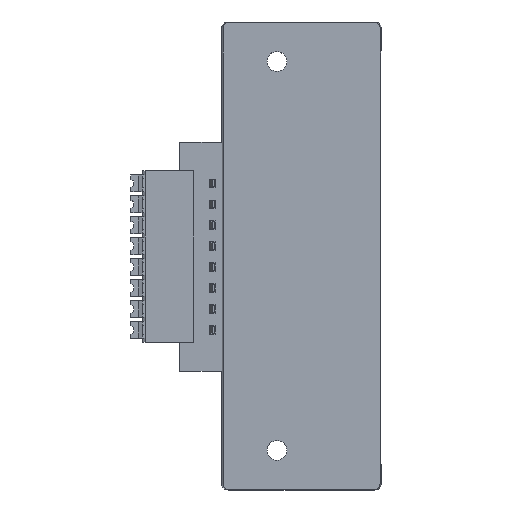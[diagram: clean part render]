
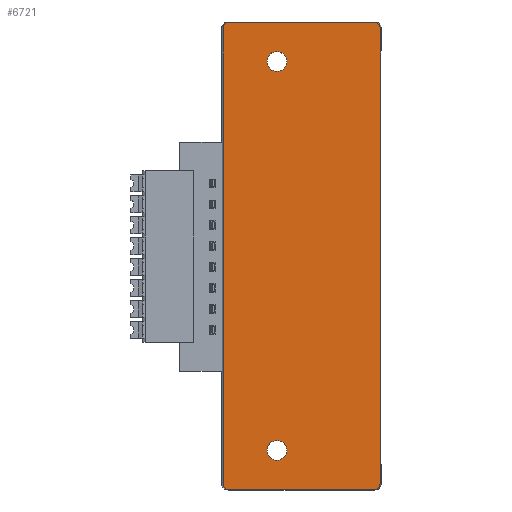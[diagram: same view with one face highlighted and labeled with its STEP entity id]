
A CAD part, top view. The second image highlights one B-rep face of the part: STEP entity #6721.
In plain terms, the highlighted planar face has unit normal (0, 0, 1).
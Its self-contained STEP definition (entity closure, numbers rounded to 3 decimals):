
#70=ELLIPSE('',#57453,0.995,0.995);
#71=ELLIPSE('',#57454,0.995,0.995);
#72=ELLIPSE('',#57455,0.995,0.995);
#73=ELLIPSE('',#57456,0.995,0.995);
#4484=CIRCLE('',#57457,1.65);
#4485=CIRCLE('',#57458,1.65);
#6721=ADVANCED_FACE('',(#10163,#10164,#10165),#9353,.T.);
#9353=PLANE('',#57459);
#10163=FACE_BOUND('',#12483,.T.);
#10164=FACE_BOUND('',#12484,.T.);
#10165=FACE_BOUND('',#12485,.T.);
#12483=EDGE_LOOP('',(#24997,#24998,#24999,#25000,#25001,#25002,#25003,#25004));
#12484=EDGE_LOOP('',(#25005));
#12485=EDGE_LOOP('',(#25006));
#24997=ORIENTED_EDGE('',*,*,#39505,.F.);
#24998=ORIENTED_EDGE('',*,*,#39506,.T.);
#24999=ORIENTED_EDGE('',*,*,#39507,.F.);
#25000=ORIENTED_EDGE('',*,*,#39508,.F.);
#25001=ORIENTED_EDGE('',*,*,#39509,.F.);
#25002=ORIENTED_EDGE('',*,*,#39510,.F.);
#25003=ORIENTED_EDGE('',*,*,#39511,.F.);
#25004=ORIENTED_EDGE('',*,*,#39512,.F.);
#25005=ORIENTED_EDGE('',*,*,#39513,.F.);
#25006=ORIENTED_EDGE('',*,*,#39514,.F.);
#32527=VERTEX_POINT('',#84395);
#32528=VERTEX_POINT('',#84396);
#32529=VERTEX_POINT('',#84398);
#32530=VERTEX_POINT('',#84400);
#32531=VERTEX_POINT('',#84402);
#32532=VERTEX_POINT('',#84404);
#32533=VERTEX_POINT('',#84406);
#32534=VERTEX_POINT('',#84408);
#32535=VERTEX_POINT('',#84411);
#32536=VERTEX_POINT('',#84413);
#39505=EDGE_CURVE('',#32527,#32528,#70,.T.);
#39506=EDGE_CURVE('',#32527,#32529,#46824,.T.);
#39507=EDGE_CURVE('',#32530,#32529,#71,.T.);
#39508=EDGE_CURVE('',#32531,#32530,#46825,.T.);
#39509=EDGE_CURVE('',#32532,#32531,#72,.T.);
#39510=EDGE_CURVE('',#32533,#32532,#46826,.T.);
#39511=EDGE_CURVE('',#32534,#32533,#73,.T.);
#39512=EDGE_CURVE('',#32528,#32534,#46827,.T.);
#39513=EDGE_CURVE('',#32535,#32535,#4484,.T.);
#39514=EDGE_CURVE('',#32536,#32536,#4485,.T.);
#46824=LINE('',#84397,#53893);
#46825=LINE('',#84401,#53894);
#46826=LINE('',#84405,#53895);
#46827=LINE('',#84409,#53896);
#53893=VECTOR('',#68657,1.);
#53894=VECTOR('',#68660,1.);
#53895=VECTOR('',#68663,1.);
#53896=VECTOR('',#68666,1.);
#57453=AXIS2_PLACEMENT_3D('',#84394,#68655,#68656);
#57454=AXIS2_PLACEMENT_3D('',#84399,#68658,#68659);
#57455=AXIS2_PLACEMENT_3D('',#84403,#68661,#68662);
#57456=AXIS2_PLACEMENT_3D('',#84407,#68664,#68665);
#57457=AXIS2_PLACEMENT_3D('',#84410,#68667,#68668);
#57458=AXIS2_PLACEMENT_3D('',#84412,#68669,#68670);
#57459=AXIS2_PLACEMENT_3D('',#84414,#68671,#68672);
#68655=DIRECTION('',(0.,0.,-1.));
#68656=DIRECTION('',(-1.,0.,0.));
#68657=DIRECTION('',(1.,0.,0.));
#68658=DIRECTION('',(0.,0.,-1.));
#68659=DIRECTION('',(1.,0.,0.));
#68660=DIRECTION('',(0.,-1.,0.));
#68661=DIRECTION('',(0.,0.,-1.));
#68662=DIRECTION('',(1.,0.,0.));
#68663=DIRECTION('',(1.,0.,0.));
#68664=DIRECTION('',(0.,0.,-1.));
#68665=DIRECTION('',(-1.,0.,0.));
#68666=DIRECTION('',(0.,1.,0.));
#68667=DIRECTION('',(0.,0.,1.));
#68668=DIRECTION('',(0.,1.,0.));
#68669=DIRECTION('',(0.,0.,1.));
#68670=DIRECTION('',(0.,1.,0.));
#68671=DIRECTION('',(0.,0.,1.));
#68672=DIRECTION('',(-1.,0.,0.));
#84394=CARTESIAN_POINT('',(-109.321,-140.661,-3.333));
#84395=CARTESIAN_POINT('',(-109.321,-141.656,-3.333));
#84396=CARTESIAN_POINT('',(-110.316,-140.661,-3.333));
#84397=CARTESIAN_POINT('',(-83.122,-141.656,-3.333));
#84398=CARTESIAN_POINT('',(-85.074,-141.656,-3.333));
#84399=CARTESIAN_POINT('',(-85.074,-140.661,-3.333));
#84400=CARTESIAN_POINT('',(-84.079,-140.661,-3.333));
#84401=CARTESIAN_POINT('',(-84.079,-75.051,-3.333));
#84402=CARTESIAN_POINT('',(-84.079,-64.451,-3.333));
#84403=CARTESIAN_POINT('',(-85.074,-64.451,-3.333));
#84404=CARTESIAN_POINT('',(-85.074,-63.456,-3.333));
#84405=CARTESIAN_POINT('',(-89.478,-63.456,-3.333));
#84406=CARTESIAN_POINT('',(-109.321,-63.456,-3.333));
#84407=CARTESIAN_POINT('',(-109.321,-64.451,-3.333));
#84408=CARTESIAN_POINT('',(-110.316,-64.451,-3.333));
#84409=CARTESIAN_POINT('',(-110.316,-135.221,-3.333));
#84410=CARTESIAN_POINT('',(-101.322,-135.056,-3.333));
#84411=CARTESIAN_POINT('',(-101.322,-133.406,-3.333));
#84412=CARTESIAN_POINT('',(-101.322,-70.056,-3.333));
#84413=CARTESIAN_POINT('',(-101.322,-68.406,-3.333));
#84414=CARTESIAN_POINT('',(-148.698,-153.596,-3.333));
